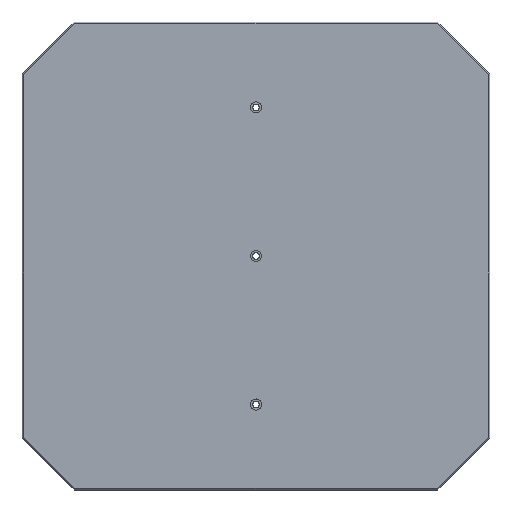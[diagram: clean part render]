
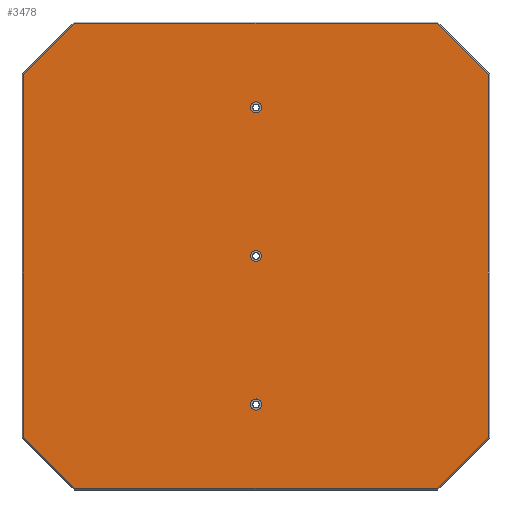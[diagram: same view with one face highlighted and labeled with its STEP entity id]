
A CAD part, top view. The second image highlights one B-rep face of the part: STEP entity #3478.
In plain terms, the highlighted planar face has unit normal (0, 0, 1).
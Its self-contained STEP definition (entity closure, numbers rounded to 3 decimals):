
#2200=VERTEX_POINT('',#6218);
#2234=VERTEX_POINT('',#6254);
#2266=VERTEX_POINT('',#6289);
#2268=VERTEX_POINT('',#6291);
#2638=VERTEX_POINT('',#6711);
#2856=EDGE_CURVE('',#2234,#4178,#6950,.T.);
#3060=EDGE_CURVE('',#4178,#2234,#7184,.T.);
#3278=EDGE_CURVE('',#4820,#3446,#7429,.T.);
#3382=EDGE_CURVE('',#4502,#4246,#7544,.T.);
#3446=VERTEX_POINT('',#7615);
#3478=ADVANCED_FACE('',(#7652,#7653,#7654,#7655),#7656,.F.);
#3832=EDGE_CURVE('',#3446,#2266,#8053,.T.);
#3834=EDGE_CURVE('',#2638,#3976,#8055,.T.);
#3900=VERTEX_POINT('',#8128);
#3976=VERTEX_POINT('',#8214);
#4004=EDGE_CURVE('',#2268,#3900,#8248,.T.);
#4070=EDGE_CURVE('',#2200,#4820,#8321,.T.);
#4178=VERTEX_POINT('',#8444);
#4246=VERTEX_POINT('',#8523);
#4376=EDGE_CURVE('',#3976,#2200,#8669,.T.);
#4502=VERTEX_POINT('',#8812);
#4632=EDGE_CURVE('',#4246,#4502,#8957,.T.);
#4820=VERTEX_POINT('',#9172);
#5038=VERTEX_POINT('',#9418);
#5126=EDGE_CURVE('',#2266,#2268,#9517,.T.);
#5694=EDGE_CURVE('',#3900,#2638,#10152,.T.);
#5722=EDGE_CURVE('',#5038,#5822,#10185,.T.);
#5818=EDGE_CURVE('',#5822,#5038,#10293,.T.);
#5822=VERTEX_POINT('',#10297);
#6218=CARTESIAN_POINT('',(244.172,-313.0,50.2));
#6254=CARTESIAN_POINT('',(-7.5,0.,50.2));
#6289=CARTESIAN_POINT('',(-313.0,244.172,50.2));
#6291=CARTESIAN_POINT('',(-244.172,313.0,50.2));
#6711=CARTESIAN_POINT('',(313.0,244.172,50.2));
#6950=CIRCLE('',#11715,7.5);
#7184=CIRCLE('',#12014,7.5);
#7429=LINE('',#12330,#12331);
#7544=CIRCLE('',#12479,7.5);
#7615=CARTESIAN_POINT('',(-313.0,-244.172,50.2));
#7652=FACE_BOUND('',#12622,.T.);
#7653=FACE_BOUND('',#12623,.T.);
#7654=FACE_BOUND('',#12624,.T.);
#7655=FACE_OUTER_BOUND('',#12625,.T.);
#7656=PLANE('',#12626);
#8053=LINE('',#13139,#13140);
#8055=LINE('',#13143,#13144);
#8128=CARTESIAN_POINT('',(244.172,313.0,50.2));
#8214=CARTESIAN_POINT('',(313.0,-244.172,50.2));
#8248=LINE('',#13389,#13390);
#8321=LINE('',#13488,#13489);
#8444=CARTESIAN_POINT('',(7.5,0.0,50.2));
#8523=CARTESIAN_POINT('',(-7.5,200.0,50.2));
#8669=LINE('',#13931,#13932);
#8812=CARTESIAN_POINT('',(7.5,200.0,50.2));
#8957=CIRCLE('',#14310,7.5);
#9172=CARTESIAN_POINT('',(-244.172,-313.0,50.2));
#9418=CARTESIAN_POINT('',(7.5,-200.0,50.2));
#9517=LINE('',#15027,#15028);
#10152=LINE('',#15850,#15851);
#10185=CIRCLE('',#15891,7.5);
#10293=CIRCLE('',#16033,7.5);
#10297=CARTESIAN_POINT('',(-7.5,-200.0,50.2));
#11715=AXIS2_PLACEMENT_3D('',#17572,#17573,#17574);
#12014=AXIS2_PLACEMENT_3D('',#17919,#17920,#17921);
#12330=CARTESIAN_POINT('',(-243.586,-313.586,50.2));
#12331=VECTOR('',#18255,1.0);
#12479=AXIS2_PLACEMENT_3D('',#18389,#18390,#18391);
#12622=EDGE_LOOP('',(#18534,#18535));
#12623=EDGE_LOOP('',(#18536,#18537));
#12624=EDGE_LOOP('',(#18538,#18539));
#12625=EDGE_LOOP('',(#18540,#18541,#18542,#18543,#18544,#18545,#18546,#18547));
#12626=AXIS2_PLACEMENT_3D('',#18548,#18549,#18550);
#13139=CARTESIAN_POINT('',(-313.0,-245.0,50.2));
#13140=VECTOR('',#19120,1.0);
#13143=CARTESIAN_POINT('',(313.0,245.0,50.2));
#13144=VECTOR('',#19121,1.0);
#13389=CARTESIAN_POINT('',(-245.0,313.0,50.2));
#13390=VECTOR('',#19409,1.0);
#13488=CARTESIAN_POINT('',(245.0,-313.0,50.2));
#13489=VECTOR('',#19523,1.0);
#13931=CARTESIAN_POINT('',(313.586,-243.586,50.2));
#13932=VECTOR('',#20014,1.0);
#14310=AXIS2_PLACEMENT_3D('',#20405,#20406,#20407);
#15027=CARTESIAN_POINT('',(-313.586,243.586,50.2));
#15028=VECTOR('',#21196,1.0);
#15850=CARTESIAN_POINT('',(243.586,313.586,50.2));
#15851=VECTOR('',#22042,1.0);
#15891=AXIS2_PLACEMENT_3D('',#22096,#22097,#22098);
#16033=AXIS2_PLACEMENT_3D('',#22256,#22257,#22258);
#17572=CARTESIAN_POINT('',(0.0,0.0,50.2));
#17573=DIRECTION('',(0.0,0.0,-1.0));
#17574=DIRECTION('',(1.0,0.0,0.0));
#17919=CARTESIAN_POINT('',(0.0,0.0,50.2));
#17920=DIRECTION('',(0.0,0.0,-1.0));
#17921=DIRECTION('',(1.0,0.0,0.0));
#18255=DIRECTION('',(-0.707,0.707,0.0));
#18389=CARTESIAN_POINT('',(0.0,200.0,50.2));
#18390=DIRECTION('',(0.0,0.0,-1.0));
#18391=DIRECTION('',(1.0,0.0,0.0));
#18534=ORIENTED_EDGE('',*,*,#3060,.T.);
#18535=ORIENTED_EDGE('',*,*,#2856,.T.);
#18536=ORIENTED_EDGE('',*,*,#5722,.T.);
#18537=ORIENTED_EDGE('',*,*,#5818,.T.);
#18538=ORIENTED_EDGE('',*,*,#3382,.T.);
#18539=ORIENTED_EDGE('',*,*,#4632,.T.);
#18540=ORIENTED_EDGE('',*,*,#4376,.F.);
#18541=ORIENTED_EDGE('',*,*,#3834,.F.);
#18542=ORIENTED_EDGE('',*,*,#5694,.F.);
#18543=ORIENTED_EDGE('',*,*,#4004,.F.);
#18544=ORIENTED_EDGE('',*,*,#5126,.F.);
#18545=ORIENTED_EDGE('',*,*,#3832,.F.);
#18546=ORIENTED_EDGE('',*,*,#3278,.F.);
#18547=ORIENTED_EDGE('',*,*,#4070,.F.);
#18548=CARTESIAN_POINT('',(0.,0.,50.2));
#18549=DIRECTION('',(0.0,0.0,-1.0));
#18550=DIRECTION('',(1.0,0.0,0.0));
#19120=DIRECTION('',(0.0,1.0,0.0));
#19121=DIRECTION('',(0.0,-1.0,0.0));
#19409=DIRECTION('',(1.0,0.0,0.0));
#19523=DIRECTION('',(-1.0,0.0,0.0));
#20014=DIRECTION('',(-0.707,-0.707,0.0));
#20405=CARTESIAN_POINT('',(0.0,200.0,50.2));
#20406=DIRECTION('',(0.0,0.0,-1.0));
#20407=DIRECTION('',(1.0,0.0,0.0));
#21196=DIRECTION('',(0.707,0.707,0.0));
#22042=DIRECTION('',(0.707,-0.707,0.0));
#22096=CARTESIAN_POINT('',(0.0,-200.0,50.2));
#22097=DIRECTION('',(0.0,0.0,-1.0));
#22098=DIRECTION('',(1.0,0.0,0.0));
#22256=CARTESIAN_POINT('',(0.0,-200.0,50.2));
#22257=DIRECTION('',(0.0,0.0,-1.0));
#22258=DIRECTION('',(1.0,0.0,0.0));
